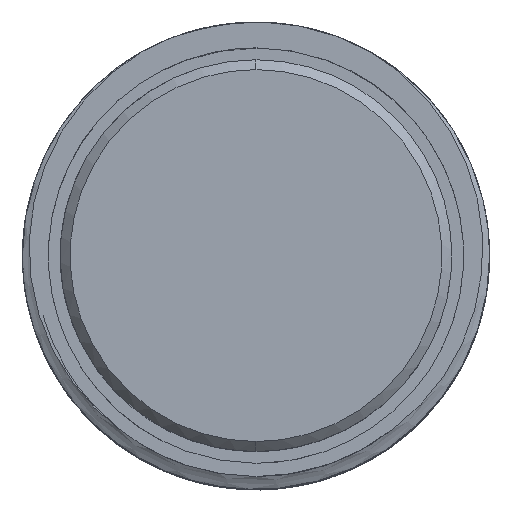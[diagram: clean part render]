
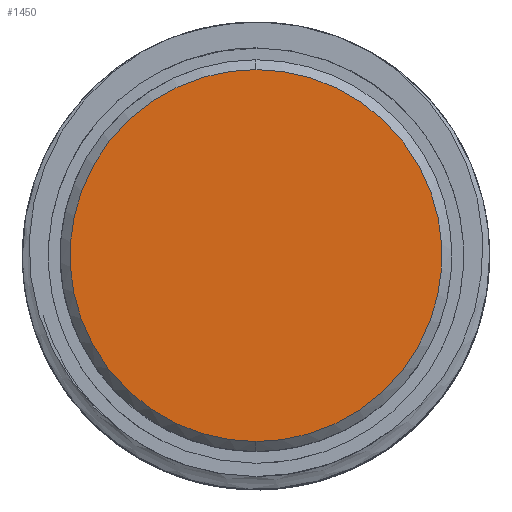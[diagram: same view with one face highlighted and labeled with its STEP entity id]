
A CAD part, top view. The second image highlights one B-rep face of the part: STEP entity #1450.
In plain terms, the highlighted planar face has unit normal (0, 0, 1).
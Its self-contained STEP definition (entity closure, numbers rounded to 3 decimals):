
#432 = ORIENTED_EDGE ( 'NONE', *, *, #11799, .F. ) ;
#513 = CARTESIAN_POINT ( 'NONE',  ( 0., 11.938, 33.147 ) ) ;
#1450 = ADVANCED_FACE ( ' ', ( #8972 ), #22137, .T. ) ;
#2662 = CARTESIAN_POINT ( 'NONE',  ( 11.938, -11.938, 33.147 ) ) ;
#3687 = ORIENTED_EDGE ( 'NONE', *, *, #21954, .F. ) ;
#3812 = CARTESIAN_POINT ( 'NONE',  ( -11.938, 11.938, 33.147 ) ) ;
#6919 = CARTESIAN_POINT ( 'NONE',  ( 0., -11.938, 33.147 ) ) ;
#7270 = DIRECTION ( 'NONE',  ( 1., 0., 0. ) ) ;
#8972 = FACE_OUTER_BOUND ( 'NONE', #13148, .T. ) ;
#11799 = EDGE_CURVE ( 'NONE', #15999, #27858, #18760, .T. ) ;
#11901 = CARTESIAN_POINT ( 'NONE',  ( 0., -11.938, 33.147 ) ) ;
#12435 = CARTESIAN_POINT ( 'NONE',  ( 0., 11.938, 33.147 ) ) ;
#13148 = EDGE_LOOP ( 'NONE', ( #432, #3687 ) ) ;
#13499 = DIRECTION ( 'NONE',  ( 0., 0., 1. ) ) ;
#15999 = VERTEX_POINT ( 'NONE', #11901 ) ;
#17668 = CARTESIAN_POINT ( 'NONE',  ( 0., 11.938, 33.147 ) ) ;
#18534 = CARTESIAN_POINT ( 'NONE',  ( -11.938, -11.938, 33.147 ) ) ;
#18760 =( BOUNDED_CURVE ( )  B_SPLINE_CURVE ( 2, ( #25319, #18534, #21066, #3812, #12435 ),
 .UNSPECIFIED., .F., .T. ) 
 B_SPLINE_CURVE_WITH_KNOTS ( ( 3, 2, 3 ),
 ( 0., 0.5, 1. ),
 .UNSPECIFIED. ) 
 CURVE ( )  GEOMETRIC_REPRESENTATION_ITEM ( )  RATIONAL_B_SPLINE_CURVE ( ( 0.937, 0.684, 1., 0.684, 0.937 ) ) 
 REPRESENTATION_ITEM ( '' )  );
#21066 = CARTESIAN_POINT ( 'NONE',  ( -11.938, 0., 33.147 ) ) ;
#21954 = EDGE_CURVE ( 'NONE', #27858, #15999, #25447, .T. ) ;
#22060 = CARTESIAN_POINT ( 'NONE',  ( 11.938, 11.938, 33.147 ) ) ;
#22137 = PLANE ( 'NONE',  #26550 ) ;
#24121 = CARTESIAN_POINT ( 'NONE',  ( -12.044, -11.938, 33.147 ) ) ;
#25319 = CARTESIAN_POINT ( 'NONE',  ( 0., -11.938, 33.147 ) ) ;
#25447 =( BOUNDED_CURVE ( )  B_SPLINE_CURVE ( 2, ( #17668, #22060, #26303, #2662, #6919 ),
 .UNSPECIFIED., .F., .T. ) 
 B_SPLINE_CURVE_WITH_KNOTS ( ( 3, 2, 3 ),
 ( 0., 0.5, 1. ),
 .UNSPECIFIED. ) 
 CURVE ( )  GEOMETRIC_REPRESENTATION_ITEM ( )  RATIONAL_B_SPLINE_CURVE ( ( 0.937, 0.684, 1., 0.684, 0.937 ) ) 
 REPRESENTATION_ITEM ( '' )  );
#26303 = CARTESIAN_POINT ( 'NONE',  ( 11.938, 0., 33.147 ) ) ;
#26550 = AXIS2_PLACEMENT_3D ( 'NONE', #24121, #13499, #7270 ) ;
#27858 = VERTEX_POINT ( 'NONE', #513 ) ;
